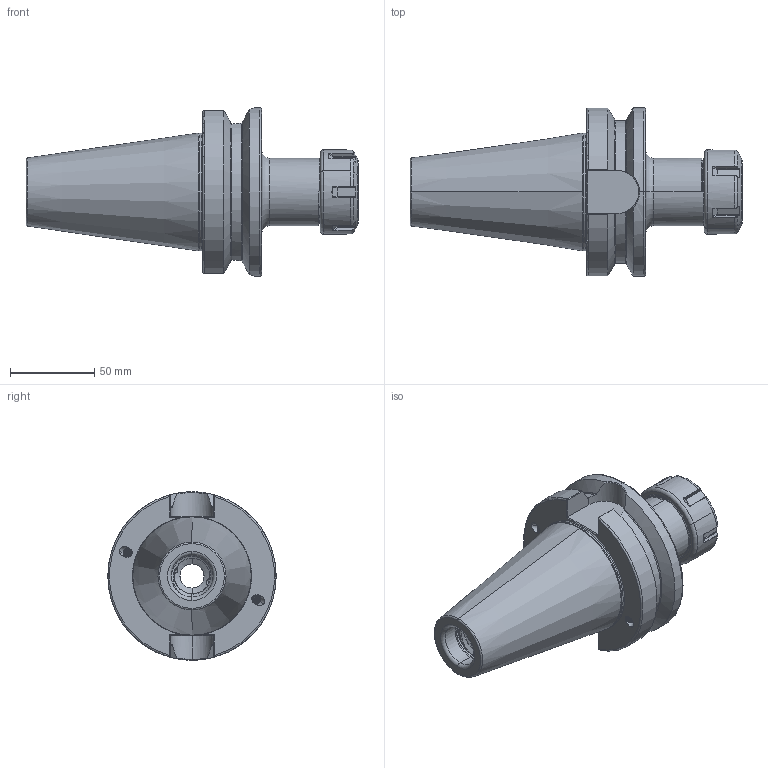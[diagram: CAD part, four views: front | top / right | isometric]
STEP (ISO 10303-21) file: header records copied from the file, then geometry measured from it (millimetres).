
FILE_DESCRIPTION (( 'STEP AP203' ), '1' );
FILE_NAME ('506.02.20.1.STEP', '2016-11-26T00:52:56', ( '' ), ( '' ), 'SwSTEP 2.0', 'SolidWorks 2012', '' );
FILE_SCHEMA (( 'CONFIG_CONTROL_DESIGN' ));
Length unit declared in the file: millimetre
Products named in the file (3): 506.02.20.1; 2-01.100.0320230C7_ER32螺帽(六溝)
Assembly tree (2 placements, depth 2):
  506.02.20.1
    506.02.20.1
    2-01.100.0320230C7_ER32螺帽(六溝)
Bounding box: 197.08 x 100 x 100 mm (x, y, z)
Volume: 498476.2 mm3; surface area: 78325.1 mm2
Topology: 2 solids, 2 shells, 420 faces, 1080 edges, 667 vertices
Faces by surface type: cylinder 178, bspline 82, plane 78, torus 55, cone 27
Entity records: 29112 total; most frequent: CARTESIAN_POINT 20137, ORIENTED_EDGE 2160, DIRECTION 1390, EDGE_CURVE 1080, VERTEX_POINT 667, AXIS2_PLACEMENT_3D 541, EDGE_LOOP 435, FACE_OUTER_BOUND 420
